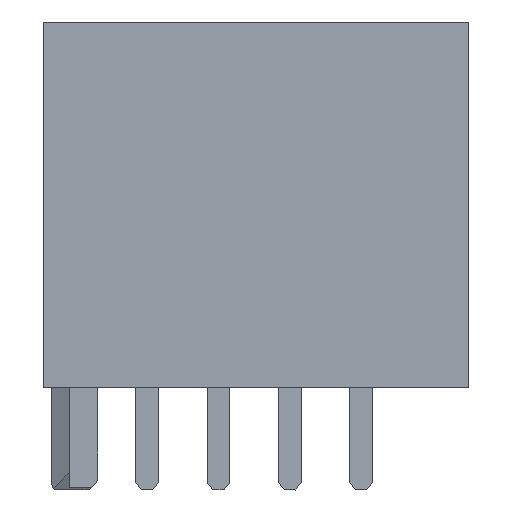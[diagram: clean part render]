
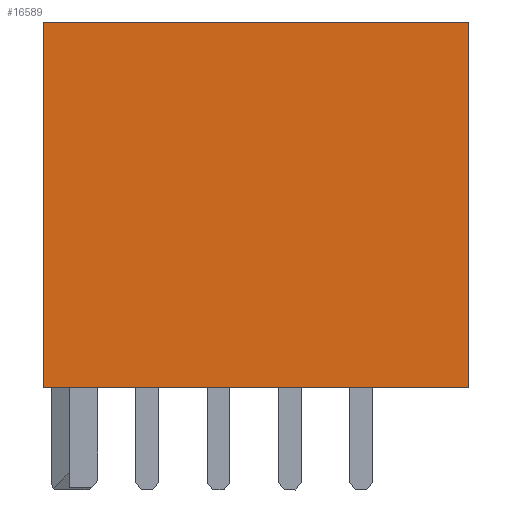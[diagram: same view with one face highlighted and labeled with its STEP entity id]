
A CAD part, left-side view. The second image highlights one B-rep face of the part: STEP entity #16589.
In plain terms, the highlighted face is planar.
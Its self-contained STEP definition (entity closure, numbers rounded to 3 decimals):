
#1700=ORIENTED_EDGE('',*,*,#6352,.F.);
#1701=ORIENTED_EDGE('',*,*,#5791,.F.);
#1702=ORIENTED_EDGE('',*,*,#6353,.F.);
#1703=ORIENTED_EDGE('',*,*,#6354,.F.);
#5791=EDGE_CURVE('',#8213,#8214,#9815,.T.);
#6352=EDGE_CURVE('',#8214,#8587,#10358,.T.);
#6353=EDGE_CURVE('',#8588,#8213,#10359,.T.);
#6354=EDGE_CURVE('',#8587,#8588,#10360,.T.);
#8213=VERTEX_POINT('',#23866);
#8214=VERTEX_POINT('',#23868);
#8587=VERTEX_POINT('',#24903);
#8588=VERTEX_POINT('',#24905);
#9815=LINE('',#23867,#12182);
#10358=LINE('',#24902,#12725);
#10359=LINE('',#24904,#12726);
#10360=LINE('',#24906,#12727);
#12182=VECTOR('',#19020,1000.);
#12725=VECTOR('',#19801,1000.);
#12726=VECTOR('',#19802,1000.);
#12727=VECTOR('',#19803,1000.);
#14053=EDGE_LOOP('',(#1700,#1701,#1702,#1703));
#14937=FACE_BOUND('',#14053,.T.);
#15792=PLANE('',#17488);
#16589=ADVANCED_FACE('',(#14937),#15792,.F.);
#17488=AXIS2_PLACEMENT_3D('',#24901,#19799,#19800);
#19020=DIRECTION('',(1.,0.,0.));
#19799=DIRECTION('',(0.,1.,0.));
#19800=DIRECTION('',(0.,0.,1.));
#19801=DIRECTION('',(0.,0.,-1.));
#19802=DIRECTION('',(0.,0.,1.));
#19803=DIRECTION('',(-1.,0.,0.));
#23866=CARTESIAN_POINT('',(-7.45,0.,6.4));
#23867=CARTESIAN_POINT('',(-7.45,0.,6.4));
#23868=CARTESIAN_POINT('',(7.45,0.,6.4));
#24901=CARTESIAN_POINT('',(0.,0.,0.));
#24902=CARTESIAN_POINT('',(7.45,0.,6.4));
#24903=CARTESIAN_POINT('',(7.45,0.,-6.4));
#24904=CARTESIAN_POINT('',(-7.45,0.,-6.4));
#24905=CARTESIAN_POINT('',(-7.45,0.,-6.4));
#24906=CARTESIAN_POINT('',(7.45,0.,-6.4));
